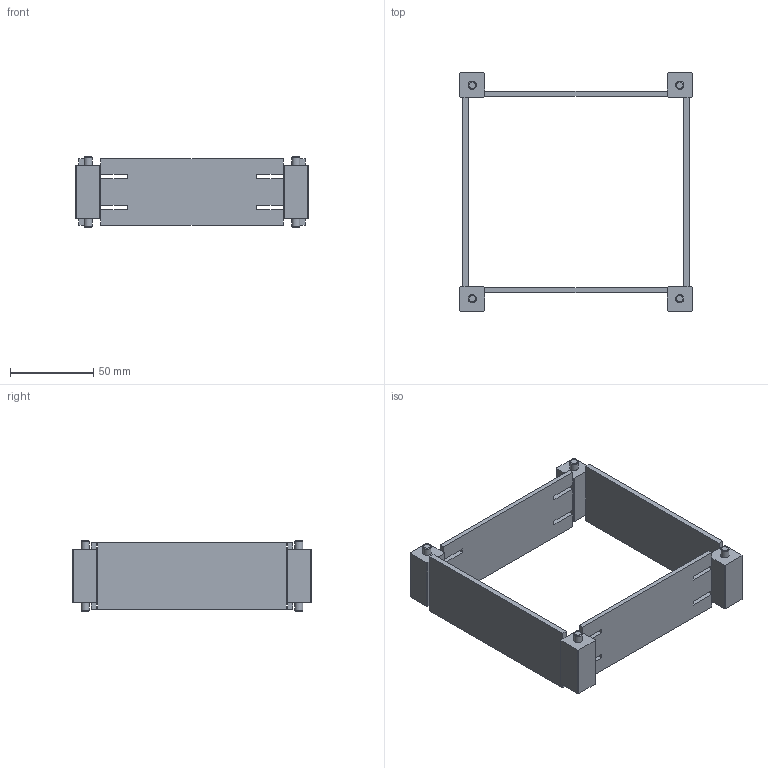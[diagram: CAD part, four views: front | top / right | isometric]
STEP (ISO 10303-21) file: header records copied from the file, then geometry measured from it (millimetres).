
FILE_DESCRIPTION(/* description */ (''),/* implementation_level */ '2;1');
FILE_NAME(/* name */ 'Mid strip v6.step',/* time_stamp */ '2025-05-22T09:14:14+03:00',/* author */ (''),/* organization */ (''),/* preprocessor_version */ 'ST-DEVELOPER v20.1',/* originating_system */ 'Autodesk Translation Framework v14.4.0.0',/* authorisation */ '');
FILE_SCHEMA (('AUTOMOTIVE_DESIGN { 1 0 10303 214 3 1 1 }'));
Length unit declared in the file: millimetre
Products named in the file (1): Mid strip
Bounding box: 139.5 x 143 x 42 mm (x, y, z)
Volume: 81869.9 mm3; surface area: 47815.3 mm2
Topology: 1 solids, 1 shells, 124 faces, 344 edges, 216 vertices
Faces by surface type: plane 108, cone 8, cylinder 8
Full cylindrical faces by diameter (mm): 5 x8
Entity records: 3921 total; most frequent: ORIENTED_EDGE 688, CARTESIAN_POINT 685, DIRECTION 618, EDGE_CURVE 344, LINE 320, VECTOR 320, VERTEX_POINT 216, AXIS2_PLACEMENT_3D 149
